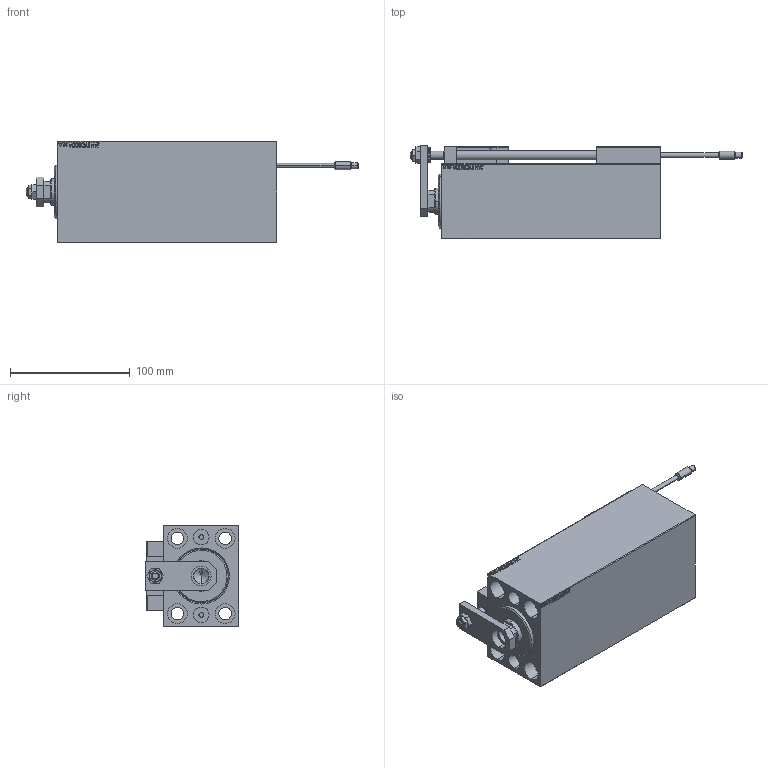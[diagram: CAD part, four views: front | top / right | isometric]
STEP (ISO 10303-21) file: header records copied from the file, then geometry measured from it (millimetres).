
FILE_DESCRIPTION (( 'STEP AP203' ), '1' );
FILE_NAME ('6346.STEP', '2021-03-19T00:16:44', ( '' ), ( '' ), 'SwSTEP 2.0', 'SolidWorks 2019', '' );
FILE_SCHEMA (( 'CONFIG_CONTROL_DESIGN' ));
Length unit declared in the file: millimetre
Products named in the file (16): KONCOVKA_Y 417866d97dc48ff093725d3304b30c9c; TYC_L79 417866d97dc48ff093725d3304b30c9c; SWITCH X 417866d97dc48ff093725d3304b30c9c; V450CM_C 417866d97dc48ff093725d3304b30c9c; ALLEN BOLT D5 417866d97dc48ff093725d3304b30c9c; 6346; NUT_D12 417866d97dc48ff093725d3304b30c9c; Block 417866d97dc48ff093725d3304b30c9c; V450CM_VC_B 417866d97dc48ff093725d3304b30c9c; ZARAZKA 417866d97dc48ff093725d3304b30c9c; ALLEN BOLT D8 417866d97dc48ff093725d3304b30c9c; NUT_D10 417866d97dc48ff093725d3304b30c9c; MAGNET 417866d97dc48ff093725d3304b30c9c; V450CM_C_VCP 417866d97dc48ff093725d3304b30c9c; SWITCH_X_FRONT_BACK 417866d97dc48ff093725d3304b30c9c; SWITCH DIM B,W 417866d97dc48ff093725d3304b30c9c
Assembly tree (25 placements, depth 3):
  6346
    V450CM_C 417866d97dc48ff093725d3304b30c9c
    SWITCH X 417866d97dc48ff093725d3304b30c9c
      SWITCH_X_FRONT_BACK 417866d97dc48ff093725d3304b30c9c  x2
      TYC_L79 417866d97dc48ff093725d3304b30c9c
      Block 417866d97dc48ff093725d3304b30c9c  x2
      ALLEN BOLT D5 417866d97dc48ff093725d3304b30c9c  x4
      ALLEN BOLT D8 417866d97dc48ff093725d3304b30c9c  x4
      MAGNET 417866d97dc48ff093725d3304b30c9c  x2
      KONCOVKA_Y 417866d97dc48ff093725d3304b30c9c  x2
    NUT_D12 417866d97dc48ff093725d3304b30c9c
    SWITCH DIM B,W 417866d97dc48ff093725d3304b30c9c
    ZARAZKA 417866d97dc48ff093725d3304b30c9c
    NUT_D10 417866d97dc48ff093725d3304b30c9c
    V450CM_C_VCP 417866d97dc48ff093725d3304b30c9c
    V450CM_VC_B 417866d97dc48ff093725d3304b30c9c
Bounding box: 277.7 x 78.5 x 85 mm (x, y, z)
Volume: 853070 mm3; surface area: 170454.3 mm2
Topology: 24 solids, 24 shells, 1317 faces, 3138 edges, 2002 vertices
Faces by surface type: plane 570, bspline 380, cylinder 194, cone 121, torus 48, sphere 4
Entity records: 50965 total; most frequent: CARTESIAN_POINT 26098, ORIENTED_EDGE 5252, DIRECTION 3569, EDGE_CURVE 2626, VERTEX_POINT 1714, VECTOR 1503, LINE 1503, EDGE_LOOP 1218
